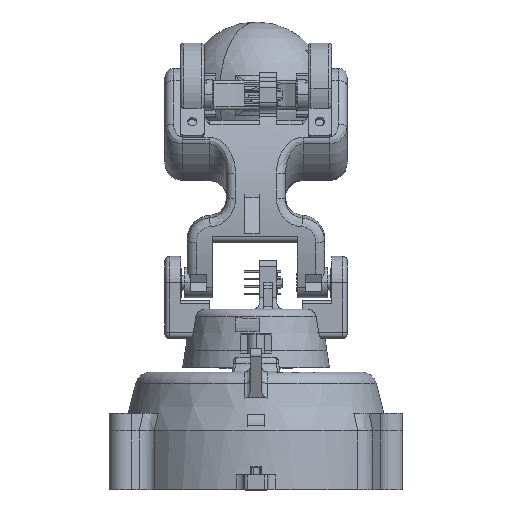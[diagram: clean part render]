
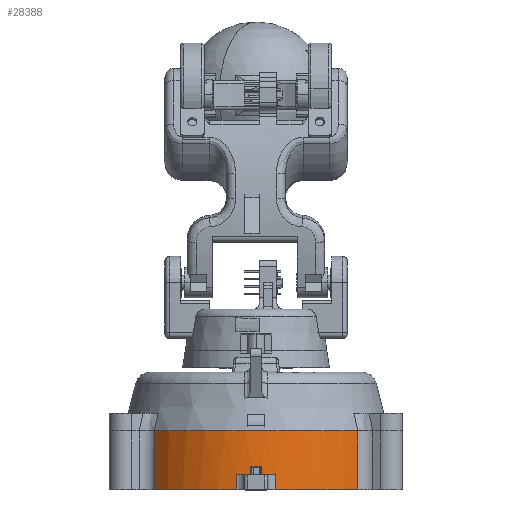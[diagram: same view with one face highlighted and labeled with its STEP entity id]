
A CAD part, top view. The second image highlights one B-rep face of the part: STEP entity #28388.
In plain terms, the highlighted cylindrical face has radius 45 mm (diameter 90 mm), a partial arc.
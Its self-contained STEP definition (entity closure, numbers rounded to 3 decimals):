
#326 = ORIENTED_EDGE ( 'NONE', *, *, #28575, .T. ) ;
#1266 = ORIENTED_EDGE ( 'NONE', *, *, #18386, .F. ) ;
#1652 = ORIENTED_EDGE ( 'NONE', *, *, #10819, .F. ) ;
#2322 = EDGE_CURVE ( 'NONE', #31124, #20467, #48803, .T. ) ;
#2988 = CARTESIAN_POINT ( 'NONE',  ( 0., 0., 7. ) ) ;
#3086 = VECTOR ( 'NONE', #12515, 1000. ) ;
#3486 = DIRECTION ( 'NONE',  ( 0., 0., 1. ) ) ;
#3862 = EDGE_CURVE ( 'NONE', #47203, #45204, #43512, .T. ) ;
#4648 = ORIENTED_EDGE ( 'NONE', *, *, #21917, .T. ) ;
#4911 = DIRECTION ( 'NONE',  ( 1., 0., 0. ) ) ;
#5124 = DIRECTION ( 'NONE',  ( 0., 0., -1. ) ) ;
#5174 = AXIS2_PLACEMENT_3D ( 'NONE', #24211, #16987, #47252 ) ;
#6257 = VERTEX_POINT ( 'NONE', #23408 ) ;
#6439 = VERTEX_POINT ( 'NONE', #24891 ) ;
#7463 = CARTESIAN_POINT ( 'NONE',  ( 0., 0., 14.7 ) ) ;
#7649 = DIRECTION ( 'NONE',  ( 0., 1., 0. ) ) ;
#8564 = CARTESIAN_POINT ( 'NONE',  ( 28.719, 34.644, 14.7 ) ) ;
#10032 = AXIS2_PLACEMENT_3D ( 'NONE', #43326, #31643, #4911 ) ;
#10141 = CARTESIAN_POINT ( 'NONE',  ( 44.956, 2., 7. ) ) ;
#10819 = EDGE_CURVE ( 'NONE', #43421, #25598, #23904, .T. ) ;
#11028 = LINE ( 'NONE', #26145, #36079 ) ;
#11436 = VERTEX_POINT ( 'NONE', #18099 ) ;
#11781 = CARTESIAN_POINT ( 'NONE',  ( 44.956, -2., 7. ) ) ;
#12515 = DIRECTION ( 'NONE',  ( 0., 0., -1. ) ) ;
#13480 = ORIENTED_EDGE ( 'NONE', *, *, #18919, .F. ) ;
#14308 = AXIS2_PLACEMENT_3D ( 'NONE', #42029, #34587, #28567 ) ;
#14345 = AXIS2_PLACEMENT_3D ( 'NONE', #2988, #32685, #18045 ) ;
#14526 = CARTESIAN_POINT ( 'NONE',  ( 44.956, -2., 14.7 ) ) ;
#15159 = EDGE_CURVE ( 'NONE', #48129, #38566, #11028, .T. ) ;
#15488 = LINE ( 'NONE', #8564, #3086 ) ;
#15796 = ORIENTED_EDGE ( 'NONE', *, *, #2322, .T. ) ;
#16799 = CARTESIAN_POINT ( 'NONE',  ( 44.956, 2., 9.7 ) ) ;
#16987 = DIRECTION ( 'NONE',  ( 0., 0., -1. ) ) ;
#17143 = FACE_OUTER_BOUND ( 'NONE', #25731, .T. ) ;
#17367 = CARTESIAN_POINT ( 'NONE',  ( 0., 0., 14.7 ) ) ;
#17866 = CYLINDRICAL_SURFACE ( 'NONE', #40638, 45. ) ;
#18031 = EDGE_CURVE ( 'NONE', #6439, #45204, #35710, .T. ) ;
#18045 = DIRECTION ( 'NONE',  ( -1., 0., 0. ) ) ;
#18099 = CARTESIAN_POINT ( 'NONE',  ( 44.956, -2., 9.7 ) ) ;
#18386 = EDGE_CURVE ( 'NONE', #42763, #43421, #39738, .T. ) ;
#18919 = EDGE_CURVE ( 'NONE', #11436, #42763, #26916, .T. ) ;
#19149 = VECTOR ( 'NONE', #26194, 1000. ) ;
#19248 = VECTOR ( 'NONE', #5124, 1000. ) ;
#20206 = ORIENTED_EDGE ( 'NONE', *, *, #18031, .F. ) ;
#20467 = VERTEX_POINT ( 'NONE', #44148 ) ;
#21193 = CARTESIAN_POINT ( 'NONE',  ( 28.719, -34.644, 14.7 ) ) ;
#21682 = ORIENTED_EDGE ( 'NONE', *, *, #15159, .T. ) ;
#21901 = VECTOR ( 'NONE', #27142, 1000. ) ;
#21917 = EDGE_CURVE ( 'NONE', #38566, #25598, #47954, .T. ) ;
#23408 = CARTESIAN_POINT ( 'NONE',  ( 28.719, 34.644, 14.7 ) ) ;
#23904 = LINE ( 'NONE', #27392, #21901 ) ;
#24211 = CARTESIAN_POINT ( 'NONE',  ( 0., 0., 9.7 ) ) ;
#24852 = DIRECTION ( 'NONE',  ( 0., 1., 0. ) ) ;
#24891 = CARTESIAN_POINT ( 'NONE',  ( 28.719, 34.644, -5.3 ) ) ;
#24982 = ORIENTED_EDGE ( 'NONE', *, *, #30000, .T. ) ;
#25598 = VERTEX_POINT ( 'NONE', #16799 ) ;
#25731 = EDGE_LOOP ( 'NONE', ( #24982, #15796, #326, #28356, #20206, #37029, #36182, #21682, #4648, #1652, #1266, #13480 ) ) ;
#26145 = CARTESIAN_POINT ( 'NONE',  ( 44.519, 6.563, 14.7 ) ) ;
#26194 = DIRECTION ( 'NONE',  ( 0., 0., -1. ) ) ;
#26300 = CARTESIAN_POINT ( 'NONE',  ( 28.719, -34.644, -5.3 ) ) ;
#26490 = DIRECTION ( 'NONE',  ( 0., 0., -1. ) ) ;
#26523 = CIRCLE ( 'NONE', #5174, 45. ) ;
#26916 = LINE ( 'NONE', #14526, #19149 ) ;
#27142 = DIRECTION ( 'NONE',  ( 0., 0., 1. ) ) ;
#27392 = CARTESIAN_POINT ( 'NONE',  ( 44.956, 2., 14.7 ) ) ;
#28356 = ORIENTED_EDGE ( 'NONE', *, *, #3862, .T. ) ;
#28388 = ADVANCED_FACE ( 'NONE', ( #17143 ), #17866, .T. ) ;
#28567 = DIRECTION ( 'NONE',  ( 0., 1., 0. ) ) ;
#28575 = EDGE_CURVE ( 'NONE', #20467, #47203, #35110, .T. ) ;
#30000 = EDGE_CURVE ( 'NONE', #11436, #31124, #26523, .T. ) ;
#31124 = VERTEX_POINT ( 'NONE', #48214 ) ;
#31643 = DIRECTION ( 'NONE',  ( 0., 0., -1. ) ) ;
#32685 = DIRECTION ( 'NONE',  ( 0., 0., 1. ) ) ;
#33803 = CARTESIAN_POINT ( 'NONE',  ( 44.519, 6.563, 14.7 ) ) ;
#33913 = CARTESIAN_POINT ( 'NONE',  ( 44.519, -6.563, 14.7 ) ) ;
#34192 = DIRECTION ( 'NONE',  ( 0., 1., 0. ) ) ;
#34587 = DIRECTION ( 'NONE',  ( 0., 0., -1. ) ) ;
#34758 = EDGE_CURVE ( 'NONE', #6257, #6439, #15488, .T. ) ;
#35110 = CIRCLE ( 'NONE', #42229, 45. ) ;
#35691 = CARTESIAN_POINT ( 'NONE',  ( 44.519, 6.563, 9.7 ) ) ;
#35710 = CIRCLE ( 'NONE', #14308, 45. ) ;
#36079 = VECTOR ( 'NONE', #41259, 1000. ) ;
#36182 = ORIENTED_EDGE ( 'NONE', *, *, #38721, .T. ) ;
#37029 = ORIENTED_EDGE ( 'NONE', *, *, #34758, .F. ) ;
#37475 = VECTOR ( 'NONE', #3486, 1000. ) ;
#38189 = DIRECTION ( 'NONE',  ( 0., 0., -1. ) ) ;
#38566 = VERTEX_POINT ( 'NONE', #35691 ) ;
#38721 = EDGE_CURVE ( 'NONE', #6257, #48129, #48539, .T. ) ;
#39065 = AXIS2_PLACEMENT_3D ( 'NONE', #42089, #26490, #7649 ) ;
#39738 = CIRCLE ( 'NONE', #14345, 45. ) ;
#40638 = AXIS2_PLACEMENT_3D ( 'NONE', #17367, #40683, #24852 ) ;
#40683 = DIRECTION ( 'NONE',  ( 0., 0., -1. ) ) ;
#41259 = DIRECTION ( 'NONE',  ( 0., 0., -1. ) ) ;
#42029 = CARTESIAN_POINT ( 'NONE',  ( 0., 0., -5.3 ) ) ;
#42089 = CARTESIAN_POINT ( 'NONE',  ( 0., 0., 14.7 ) ) ;
#42229 = AXIS2_PLACEMENT_3D ( 'NONE', #7463, #38189, #34192 ) ;
#42763 = VERTEX_POINT ( 'NONE', #11781 ) ;
#43326 = CARTESIAN_POINT ( 'NONE',  ( 0., 0., 9.7 ) ) ;
#43421 = VERTEX_POINT ( 'NONE', #10141 ) ;
#43512 = LINE ( 'NONE', #21193, #19248 ) ;
#44148 = CARTESIAN_POINT ( 'NONE',  ( 44.519, -6.563, 14.7 ) ) ;
#45204 = VERTEX_POINT ( 'NONE', #26300 ) ;
#45568 = CARTESIAN_POINT ( 'NONE',  ( 28.719, -34.644, 14.7 ) ) ;
#47203 = VERTEX_POINT ( 'NONE', #45568 ) ;
#47252 = DIRECTION ( 'NONE',  ( 1., 0., 0. ) ) ;
#47954 = CIRCLE ( 'NONE', #10032, 45. ) ;
#48129 = VERTEX_POINT ( 'NONE', #33803 ) ;
#48214 = CARTESIAN_POINT ( 'NONE',  ( 44.519, -6.563, 9.7 ) ) ;
#48539 = CIRCLE ( 'NONE', #39065, 45. ) ;
#48803 = LINE ( 'NONE', #33913, #37475 ) ;
